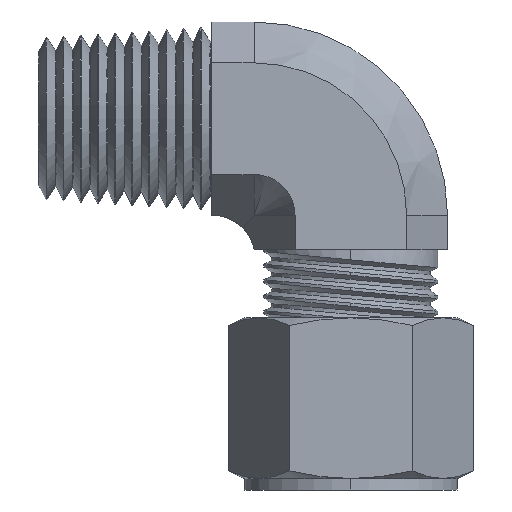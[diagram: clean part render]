
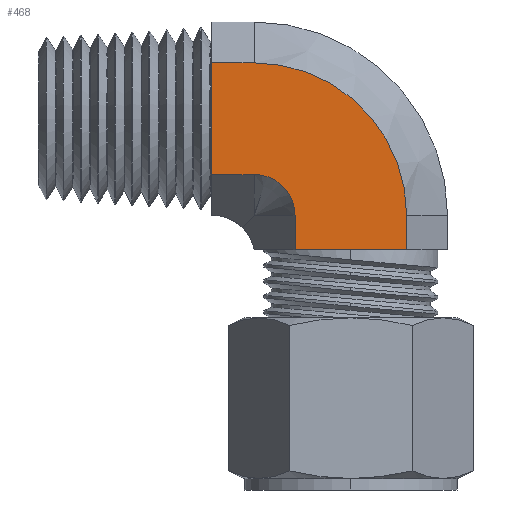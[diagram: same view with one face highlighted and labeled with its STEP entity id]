
A CAD part, left-side view. The second image highlights one B-rep face of the part: STEP entity #468.
In plain terms, the highlighted planar face has unit normal (-1, 0, 0).
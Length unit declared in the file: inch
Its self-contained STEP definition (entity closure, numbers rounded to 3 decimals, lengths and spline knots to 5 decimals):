
#219 = CARTESIAN_POINT ( 'NONE',  ( -0.3125, 0.18042, 0.77717 ) ) ;
#232 = EDGE_LOOP ( 'NONE', ( #7588, #6554, #6041, #5532, #5022, #3370, #3265, #3210 ) ) ;
#468 = ADVANCED_FACE ( 'NONE', ( #4249 ), #4250, .T. ) ;
#602 = CIRCLE ( 'NONE', #603, 0.13208 ) ;
#603 = AXIS2_PLACEMENT_3D ( 'NONE', #604, #605, #606 ) ;
#604 = CARTESIAN_POINT ( 'NONE',  ( -0.3125, 0.3125, 0.8875 ) ) ;
#605 = DIRECTION ( 'NONE',  ( 1., 0., 0. ) ) ;
#606 = DIRECTION ( 'NONE',  ( 0., 0., -1. ) ) ;
#655 = CIRCLE ( 'NONE', #656, 0.49292 ) ;
#656 = AXIS2_PLACEMENT_3D ( 'NONE', #657, #658, #659 ) ;
#657 = CARTESIAN_POINT ( 'NONE',  ( -0.3125, 0.3125, 0.8875 ) ) ;
#658 = DIRECTION ( 'NONE',  ( 1., 0., 0. ) ) ;
#659 = DIRECTION ( 'NONE',  ( 0., 0., -1. ) ) ;
#1609 = CARTESIAN_POINT ( 'NONE',  ( -0.3125, 0.3125, 1.01958 ) ) ;
#2266 = EDGE_CURVE ( 'NONE', #3581, #2552, #5402, .T. ) ;
#2552 = VERTEX_POINT ( 'NONE', #6237 ) ;
#2900 = EDGE_CURVE ( 'NONE', #3581, #3329, #655, .T. ) ;
#3210 = ORIENTED_EDGE ( 'NONE', *, *, #3854, .T. ) ;
#3265 = ORIENTED_EDGE ( 'NONE', *, *, #4576, .T. ) ;
#3304 = VERTEX_POINT ( 'NONE', #4099 ) ;
#3329 = VERTEX_POINT ( 'NONE', #4165 ) ;
#3330 = EDGE_CURVE ( 'NONE', #5967, #3431, #4166, .T. ) ;
#3356 = EDGE_CURVE ( 'NONE', #3329, #3304, #4305, .T. ) ;
#3370 = ORIENTED_EDGE ( 'NONE', *, *, #3330, .F. ) ;
#3431 = VERTEX_POINT ( 'NONE', #4749 ) ;
#3464 = EDGE_CURVE ( 'NONE', #3431, #2552, #4885, .T. ) ;
#3581 = VERTEX_POINT ( 'NONE', #5426 ) ;
#3854 = EDGE_CURVE ( 'NONE', #7131, #3966, #7355, .T. ) ;
#3966 = VERTEX_POINT ( 'NONE', #219 ) ;
#4099 = CARTESIAN_POINT ( 'NONE',  ( -0.3125, -0.18042, 0.77717 ) ) ;
#4165 = CARTESIAN_POINT ( 'NONE',  ( -0.3125, -0.18042, 0.8875 ) ) ;
#4166 = LINE ( 'NONE', #4167, #4168 ) ;
#4167 = CARTESIAN_POINT ( 'NONE',  ( -0.3125, 0.3125, 1.01958 ) ) ;
#4168 = VECTOR ( 'NONE', #4169, 39.37008 ) ;
#4169 = DIRECTION ( 'NONE',  ( 0., 1., 0. ) ) ;
#4249 = FACE_OUTER_BOUND ( 'NONE', #232, .T. ) ;
#4250 = PLANE ( 'NONE',  #4251 ) ;
#4251 = AXIS2_PLACEMENT_3D ( 'NONE', #4252, #4253, #4254 ) ;
#4252 = CARTESIAN_POINT ( 'NONE',  ( -0.3125, 0.3125, 1.01958 ) ) ;
#4253 = DIRECTION ( 'NONE',  ( -1., 0., 0. ) ) ;
#4254 = DIRECTION ( 'NONE',  ( 0., 0., 1. ) ) ;
#4305 = LINE ( 'NONE', #4306, #4307 ) ;
#4306 = CARTESIAN_POINT ( 'NONE',  ( -0.3125, -0.18042, 0.8875 ) ) ;
#4307 = VECTOR ( 'NONE', #4308, 39.37008 ) ;
#4308 = DIRECTION ( 'NONE',  ( 0., 0., -1. ) ) ;
#4576 = EDGE_CURVE ( 'NONE', #5967, #7131, #602, .T. ) ;
#4749 = CARTESIAN_POINT ( 'NONE',  ( -0.3125, 0.45, 1.01958 ) ) ;
#4885 = LINE ( 'NONE', #4886, #4887 ) ;
#4886 = CARTESIAN_POINT ( 'NONE',  ( -0.3125, 0.45, 1.01958 ) ) ;
#4887 = VECTOR ( 'NONE', #4888, 39.37008 ) ;
#4888 = DIRECTION ( 'NONE',  ( 0., 0., 1. ) ) ;
#5022 = ORIENTED_EDGE ( 'NONE', *, *, #3464, .F. ) ;
#5402 = LINE ( 'NONE', #5403, #5404 ) ;
#5403 = CARTESIAN_POINT ( 'NONE',  ( -0.3125, 0.3125, 1.38042 ) ) ;
#5404 = VECTOR ( 'NONE', #5406, 39.37008 ) ;
#5406 = DIRECTION ( 'NONE',  ( 0., 1., 0. ) ) ;
#5426 = CARTESIAN_POINT ( 'NONE',  ( -0.3125, 0.3125, 1.38042 ) ) ;
#5532 = ORIENTED_EDGE ( 'NONE', *, *, #2266, .T. ) ;
#5967 = VERTEX_POINT ( 'NONE', #1609 ) ;
#6041 = ORIENTED_EDGE ( 'NONE', *, *, #2900, .F. ) ;
#6237 = CARTESIAN_POINT ( 'NONE',  ( -0.3125, 0.45, 1.38042 ) ) ;
#6554 = ORIENTED_EDGE ( 'NONE', *, *, #3356, .F. ) ;
#6627 = CARTESIAN_POINT ( 'NONE',  ( -0.3125, 0.18042, 0.8875 ) ) ;
#6794 = LINE ( 'NONE', #6795, #6796 ) ;
#6795 = CARTESIAN_POINT ( 'NONE',  ( -0.3125, 0.3125, 0.77717 ) ) ;
#6796 = VECTOR ( 'NONE', #6797, 39.37008 ) ;
#6797 = DIRECTION ( 'NONE',  ( 0., 1., 0. ) ) ;
#7131 = VERTEX_POINT ( 'NONE', #6627 ) ;
#7225 = EDGE_CURVE ( 'NONE', #3304, #3966, #6794, .T. ) ;
#7355 = LINE ( 'NONE', #7356, #7357 ) ;
#7356 = CARTESIAN_POINT ( 'NONE',  ( -0.3125, 0.18042, 0.8875 ) ) ;
#7357 = VECTOR ( 'NONE', #7358, 39.37008 ) ;
#7358 = DIRECTION ( 'NONE',  ( 0., 0., -1. ) ) ;
#7588 = ORIENTED_EDGE ( 'NONE', *, *, #7225, .F. ) ;
